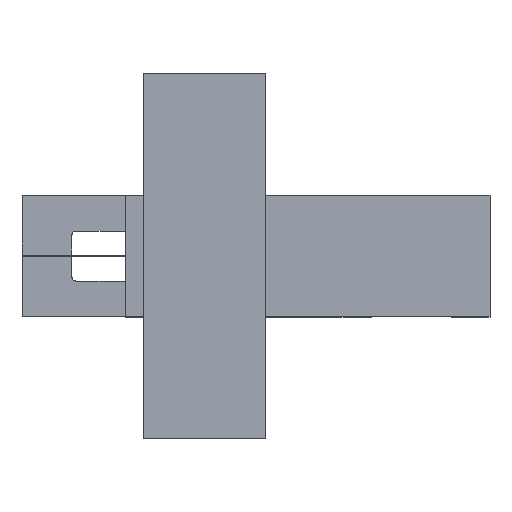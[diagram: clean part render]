
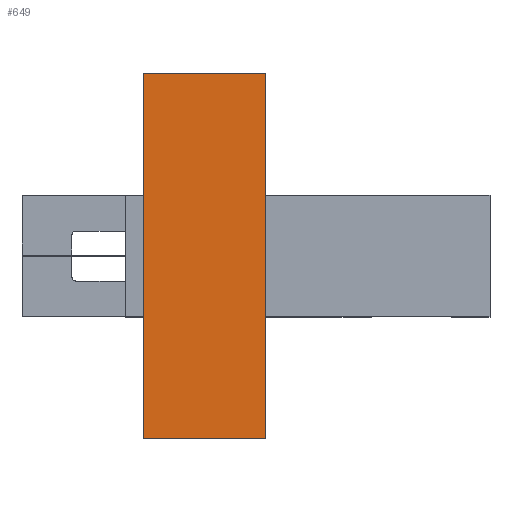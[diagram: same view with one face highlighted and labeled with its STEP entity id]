
A CAD part, top view. The second image highlights one B-rep face of the part: STEP entity #649.
In plain terms, the highlighted planar face has unit normal (0, 0, 1).
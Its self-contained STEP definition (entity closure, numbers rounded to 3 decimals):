
#649 = ADVANCED_FACE( '', ( #2395 ), #2396, .T. );
#2395 = FACE_OUTER_BOUND( '', #5597, .T. );
#2396 = PLANE( '', #5598 );
#5597 = EDGE_LOOP( '', ( #10333, #10334, #10335, #10336 ) );
#5598 = AXIS2_PLACEMENT_3D( '', #10337, #10338, #10339 );
#10333 = ORIENTED_EDGE( '', *, *, #23150, .T. );
#10334 = ORIENTED_EDGE( '', *, *, #23157, .T. );
#10335 = ORIENTED_EDGE( '', *, *, #23131, .T. );
#10336 = ORIENTED_EDGE( '', *, *, #23170, .T. );
#10337 = CARTESIAN_POINT( '', ( -64.5, -50., 54. ) );
#10338 = DIRECTION( '', ( 0., 0., 1. ) );
#10339 = DIRECTION( '', ( 1., 0., 0. ) );
#23131 = EDGE_CURVE( '', #27471, #27469, #27472, .T. );
#23150 = EDGE_CURVE( '', #27501, #27499, #27502, .T. );
#23157 = EDGE_CURVE( '', #27499, #27471, #27513, .T. );
#23170 = EDGE_CURVE( '', #27469, #27501, #27536, .T. );
#27469 = VERTEX_POINT( '', #34494 );
#27471 = VERTEX_POINT( '', #34497 );
#27472 = LINE( '', #34498, #34499 );
#27499 = VERTEX_POINT( '', #34534 );
#27501 = VERTEX_POINT( '', #34537 );
#27502 = LINE( '', #34538, #34539 );
#27513 = LINE( '', #34554, #34555 );
#27536 = LINE( '', #34585, #34586 );
#34494 = CARTESIAN_POINT( '', ( 234.5, 50., 54. ) );
#34497 = CARTESIAN_POINT( '', ( 234.5, -50., 54. ) );
#34498 = CARTESIAN_POINT( '', ( 234.5, -50., 54. ) );
#34499 = VECTOR( '', #47025, 1000. );
#34534 = CARTESIAN_POINT( '', ( -64.5, -50., 54. ) );
#34537 = CARTESIAN_POINT( '', ( -64.5, 50., 54. ) );
#34538 = CARTESIAN_POINT( '', ( -64.5, 50., 54. ) );
#34539 = VECTOR( '', #47062, 1000. );
#34554 = CARTESIAN_POINT( '', ( -64.5, -50., 54. ) );
#34555 = VECTOR( '', #47073, 1000. );
#34585 = CARTESIAN_POINT( '', ( 234.5, 50., 54. ) );
#34586 = VECTOR( '', #47096, 1000. );
#47025 = DIRECTION( '', ( 0., 1., 0. ) );
#47062 = DIRECTION( '', ( 0., -1., 0. ) );
#47073 = DIRECTION( '', ( 1., 0., 0. ) );
#47096 = DIRECTION( '', ( -1., 0., 0. ) );
